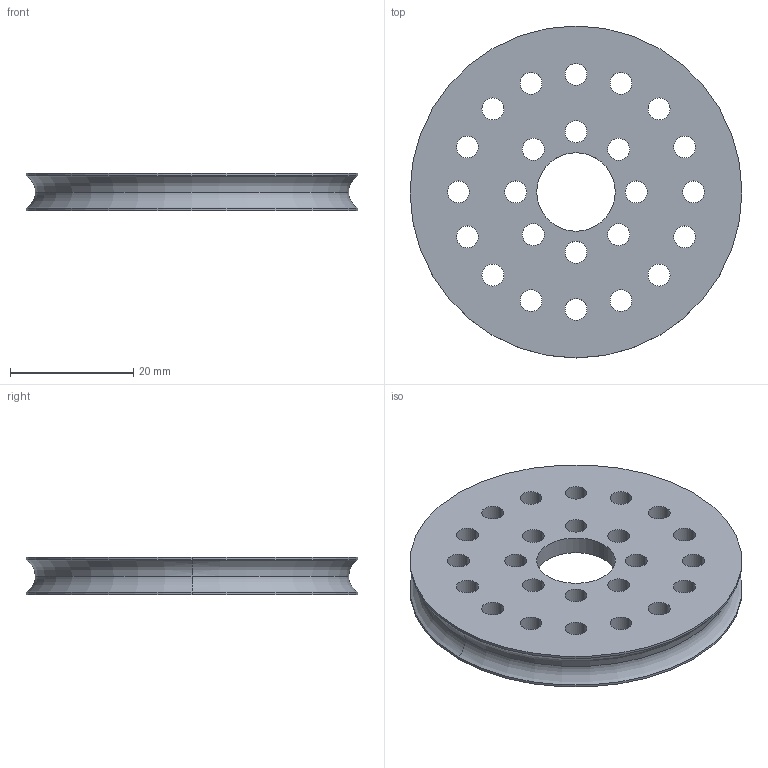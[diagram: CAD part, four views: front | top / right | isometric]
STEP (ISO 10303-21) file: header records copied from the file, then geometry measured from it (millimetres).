
FILE_DESCRIPTION (( 'STEP AP203' ), '1' );
FILE_NAME ('615134.STEP', '2014-07-22T18:59:31', ( 'Kyle' ), ( 'Microsoft' ), 'SwSTEP 2.0', 'SolidWorks 2014', '' );
FILE_SCHEMA (( 'CONFIG_CONTROL_DESIGN' ));
Length unit declared in the file: inch
Products named in the file (1): 615134
Bounding box: 53.81 x 53.81 x 6.1 mm (x, y, z)
Volume: 6528.4 mm3; surface area: 6349.8 mm2
Topology: 1 solids, 1 shells, 63 faces, 174 edges, 114 vertices
Faces by surface type: cylinder 56, torus 4, plane 3
Entity records: 2257 total; most frequent: DIRECTION 420, CARTESIAN_POINT 352, ORIENTED_EDGE 348, AXIS2_PLACEMENT_3D 182, EDGE_CURVE 174, CIRCLE 118, VERTEX_POINT 114, EDGE_LOOP 114
